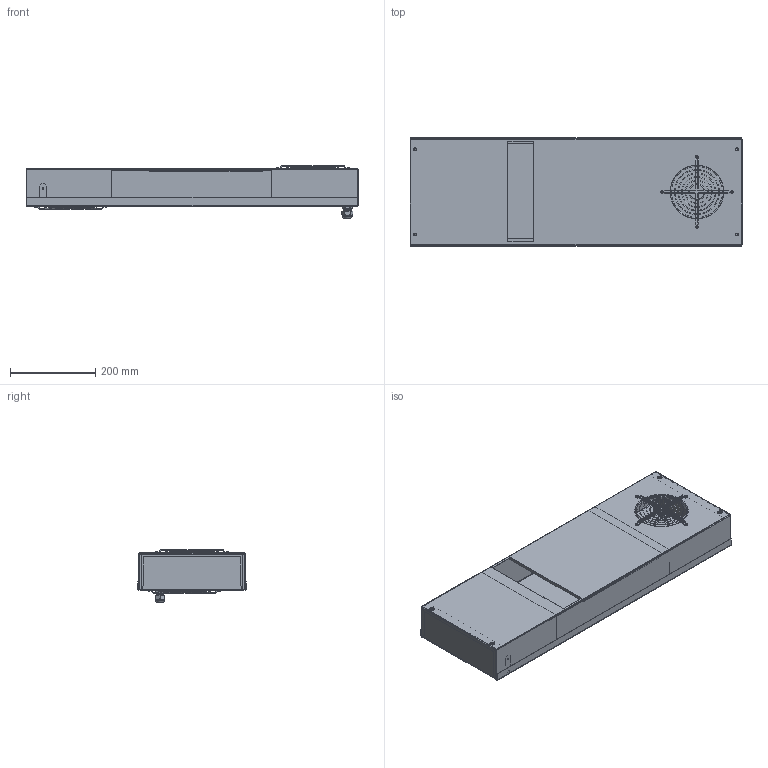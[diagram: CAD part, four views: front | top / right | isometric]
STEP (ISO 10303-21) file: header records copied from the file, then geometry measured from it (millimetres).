
FILE_DESCRIPTION( ( 'Unknown' ), '1' );
FILE_NAME( 'XVA35U1320.stp', 'Unknown', ( 'Unknown' ), ( 'Unknown' ), 'PSStep 14.0', 'Unknown', ' ' );
FILE_SCHEMA( ( 'AUTOMOTIVE_DESIGN { 1 0 10303 214 1 1 1 1 }' ) );
Length unit declared in the file: millimetre
Products named in the file (38): XVA35002; XWA35002; XWA35002_A; ISOLANTE A_XVA35002; ISOLANTE B_XVA35002; ISOLANTE D_XVA35002; ISOLANTE E_XVA35002; INNESTO MASCHIO SINGOLO _ 0353000490; INNESTO MASCHIO SINGOLO _ 0353000490-oa0; XVA35004; INSERTO-M6_ES_CH_C-BORDO; INSERTO-M6_ES_CH_C-BORDO-oa1; INSERTO-M6_ES_CH_C-BORDO-oa2; INSERTO-M6_ES_CH_C-BORDO-oa3; INSERTO-M6_ES_CH_C-BORDO-oa4; INSERTO-M6_ES_CH_C-BORDO-oa5; INSERTO-M6_ES_CH_C-BORDO-oa6; INSERTO-M6_ES_CH_C-BORDO-oa7; Linguetta di terra DOPPIA; Linguetta di terra DOPPIA-oa8; ISOLANTE A_XVA35004; ISOLANTE B_XVA35004; ISOLANTE C_XVA35004; XVA35004_A; Assem1; GRIGLIA 9496 D116; DG 9_ø15 _ 0354000011; PRESSACAVO OBO PG11 _ 0354001022
Assembly tree (49 placements, depth 3):
  Assem1
    GRIGLIA 9496 D116  x2
    GRIGLIA 9496 D116  x2
    GRIGLIA 9496 D116  x2
    GRIGLIA 9496 D116  x2
    GRIGLIA 9496 D116  x2
    GRIGLIA 9496 D116  x2
    GRIGLIA 9496 D116  x2
    GRIGLIA 9496 D116  x2
    GRIGLIA 9496 D116  x2
    GRIGLIA 9496 D116  x2
    DG 9_ø15 _ 0354000011
    PRESSACAVO OBO PG11 _ 0354001022
    XVA35002
      XWA35002
      XWA35002_A  x2
      ISOLANTE A_XVA35002
      ISOLANTE B_XVA35002  x2
      ISOLANTE D_XVA35002
      ISOLANTE E_XVA35002
      INNESTO MASCHIO SINGOLO _ 0353000490
      INNESTO MASCHIO SINGOLO _ 0353000490-oa0
    XVA35004
      INSERTO-M6_ES_CH_C-BORDO
      INSERTO-M6_ES_CH_C-BORDO-oa1
      INSERTO-M6_ES_CH_C-BORDO-oa2
      INSERTO-M6_ES_CH_C-BORDO-oa3
      INSERTO-M6_ES_CH_C-BORDO-oa4
      INSERTO-M6_ES_CH_C-BORDO-oa5
      INSERTO-M6_ES_CH_C-BORDO-oa6
      INSERTO-M6_ES_CH_C-BORDO-oa7
      Linguetta di terra DOPPIA
      Linguetta di terra DOPPIA-oa8
      ISOLANTE A_XVA35004
      ISOLANTE B_XVA35004
      ISOLANTE C_XVA35004
      XVA35004
      XVA35004_A
Bounding box: 780 x 254 x 124 mm (x, y, z)
Volume: 1601224.6 mm3; surface area: 1642845.3 mm2
Topology: 47 solids, 47 shells, 1152 faces, 2788 edges, 1690 vertices
Faces by surface type: plane 628, cylinder 367, cone 56, torus 53, sphere 24, bspline 24
Full cylindrical faces by diameter (mm): 0.5 x6, 1.5 x4, 2 x2, 4 x2, 4.5 x30, 4.917 x8, 7 x4, 8 x8, 9 x2, 10 x1, 12 x8, 13.2 x1, 15 x1, 19 x2, 19.5 x2, 22 x1, 26 x1, 122 x2, 124 x2
Entity records: 37384 total; most frequent: CARTESIAN_POINT 10278, DIRECTION 4338, ORIENTED_EDGE 4032, EDGE_CURVE 2016, AXIS2_PLACEMENT_3D 1473, LINE 1392, VECTOR 1392, VERTEX_POINT 1327
